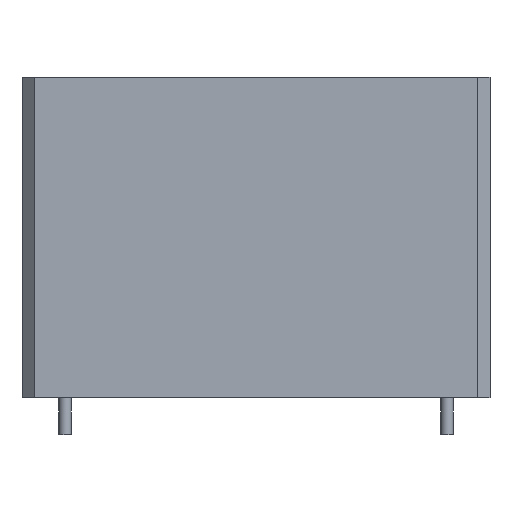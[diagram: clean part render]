
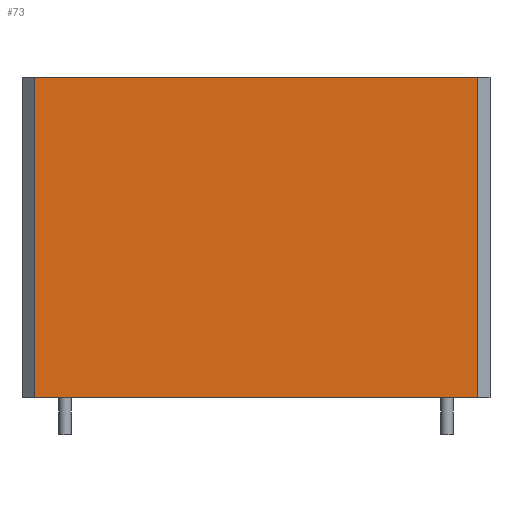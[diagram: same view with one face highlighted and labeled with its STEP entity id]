
A CAD part, left-side view. The second image highlights one B-rep face of the part: STEP entity #73.
In plain terms, the highlighted planar face has unit normal (-1, 0, 0).
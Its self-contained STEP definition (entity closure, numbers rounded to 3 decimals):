
#73=ADVANCED_FACE('',(#13092),#13094,.T.);
#13092=FACE_BOUND('',#13093,.T.);
#13093=EDGE_LOOP('',(#23377,#23378,#23379,#23380));
#13094=PLANE('',#13095);
#13095=AXIS2_PLACEMENT_3D('',#13096,#13097,#13098);
#13096=CARTESIAN_POINT('',(0.,38.,0.));
#13097=DIRECTION('',(-1.,0.,0.));
#13098=DIRECTION('',(0.,-1.,0.));
#23377=ORIENTED_EDGE('',*,*,#31851,.T.);
#23378=ORIENTED_EDGE('',*,*,#31854,.F.);
#23379=ORIENTED_EDGE('',*,*,#31855,.F.);
#23380=ORIENTED_EDGE('',*,*,#31840,.T.);
#31840=EDGE_CURVE('',#36082,#36079,#36083,.T.);
#31851=EDGE_CURVE('',#36079,#36103,#36104,.T.);
#31854=EDGE_CURVE('',#36108,#36103,#36109,.T.);
#31855=EDGE_CURVE('',#36082,#36108,#36110,.T.);
#36079=VERTEX_POINT('',#43147);
#36082=VERTEX_POINT('',#43152);
#36083=LINE('',#43153,#43154);
#36103=VERTEX_POINT('',#43199);
#36104=LINE('',#43200,#43201);
#36108=VERTEX_POINT('',#43210);
#36109=LINE('',#43211,#43212);
#36110=LINE('',#43214,#43215);
#43147=CARTESIAN_POINT('',(0.,1.,0.));
#43152=CARTESIAN_POINT('',(0.,37.,0.));
#43153=CARTESIAN_POINT('',(0.,37.,0.));
#43154=VECTOR('',#43155,1.);
#43155=DIRECTION('',(0.,-1.,0.));
#43199=CARTESIAN_POINT('',(0.,1.,26.));
#43200=CARTESIAN_POINT('',(0.,1.,0.));
#43201=VECTOR('',#43202,1.);
#43202=DIRECTION('',(0.,0.,1.));
#43210=CARTESIAN_POINT('',(0.,37.,26.));
#43211=CARTESIAN_POINT('',(0.,37.,26.));
#43212=VECTOR('',#43213,1.);
#43213=DIRECTION('',(0.,-1.,0.));
#43214=CARTESIAN_POINT('',(0.,37.,0.));
#43215=VECTOR('',#43216,1.);
#43216=DIRECTION('',(0.,0.,1.));
